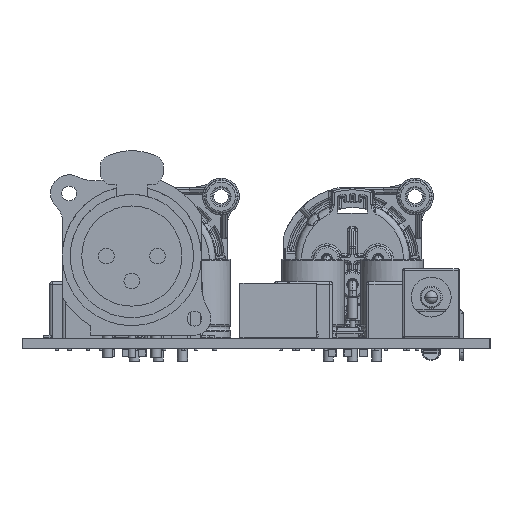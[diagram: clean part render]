
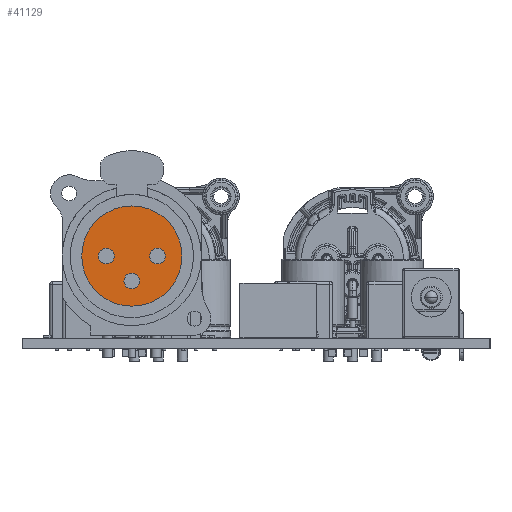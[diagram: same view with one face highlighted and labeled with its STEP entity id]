
A CAD part, left-side view. The second image highlights one B-rep face of the part: STEP entity #41129.
In plain terms, the highlighted face is planar.
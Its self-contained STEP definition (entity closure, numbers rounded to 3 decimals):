
#41129 = ADVANCED_FACE('',(#41130,#41150,#41170,#41190),#41210,.T.);
#41130 = FACE_BOUND('',#41131,.F.);
#41131 = EDGE_LOOP('',(#41132,#41143));
#41132 = ORIENTED_EDGE('',*,*,#41133,.F.);
#41133 = EDGE_CURVE('',#41134,#41136,#41138,.T.);
#41134 = VERTEX_POINT('',#41135);
#41135 = CARTESIAN_POINT('',(7.925,0.,-2.7));
#41136 = VERTEX_POINT('',#41137);
#41137 = CARTESIAN_POINT('',(-7.925,0.,-2.7));
#41138 = CIRCLE('',#41139,7.925);
#41139 = AXIS2_PLACEMENT_3D('',#41140,#41141,#41142);
#41140 = CARTESIAN_POINT('',(0.,0.,-2.7));
#41141 = DIRECTION('',(0.,0.,-1.));
#41142 = DIRECTION('',(1.,0.,0.));
#41143 = ORIENTED_EDGE('',*,*,#41144,.F.);
#41144 = EDGE_CURVE('',#41136,#41134,#41145,.T.);
#41145 = CIRCLE('',#41146,7.925);
#41146 = AXIS2_PLACEMENT_3D('',#41147,#41148,#41149);
#41147 = CARTESIAN_POINT('',(0.,0.,-2.7));
#41148 = DIRECTION('',(0.,0.,-1.));
#41149 = DIRECTION('',(-1.,0.,0.));
#41150 = FACE_BOUND('',#41151,.F.);
#41151 = EDGE_LOOP('',(#41152,#41163));
#41152 = ORIENTED_EDGE('',*,*,#41153,.T.);
#41153 = EDGE_CURVE('',#41154,#41156,#41158,.T.);
#41154 = VERTEX_POINT('',#41155);
#41155 = CARTESIAN_POINT('',(2.8,0.,-2.7));
#41156 = VERTEX_POINT('',#41157);
#41157 = CARTESIAN_POINT('',(5.3,0.,-2.7));
#41158 = CIRCLE('',#41159,1.25);
#41159 = AXIS2_PLACEMENT_3D('',#41160,#41161,#41162);
#41160 = CARTESIAN_POINT('',(4.05,0.,-2.7));
#41161 = DIRECTION('',(0.,0.,-1.));
#41162 = DIRECTION('',(-1.,0.,0.));
#41163 = ORIENTED_EDGE('',*,*,#41164,.T.);
#41164 = EDGE_CURVE('',#41156,#41154,#41165,.T.);
#41165 = CIRCLE('',#41166,1.25);
#41166 = AXIS2_PLACEMENT_3D('',#41167,#41168,#41169);
#41167 = CARTESIAN_POINT('',(4.05,0.,-2.7));
#41168 = DIRECTION('',(0.,0.,-1.));
#41169 = DIRECTION('',(1.,0.,0.));
#41170 = FACE_BOUND('',#41171,.F.);
#41171 = EDGE_LOOP('',(#41172,#41183));
#41172 = ORIENTED_EDGE('',*,*,#41173,.T.);
#41173 = EDGE_CURVE('',#41174,#41176,#41178,.T.);
#41174 = VERTEX_POINT('',#41175);
#41175 = CARTESIAN_POINT('',(-1.25,-3.95,-2.7));
#41176 = VERTEX_POINT('',#41177);
#41177 = CARTESIAN_POINT('',(1.25,-3.95,-2.7));
#41178 = CIRCLE('',#41179,1.25);
#41179 = AXIS2_PLACEMENT_3D('',#41180,#41181,#41182);
#41180 = CARTESIAN_POINT('',(0.,-3.95,-2.7));
#41181 = DIRECTION('',(0.,0.,-1.));
#41182 = DIRECTION('',(-1.,0.,0.));
#41183 = ORIENTED_EDGE('',*,*,#41184,.T.);
#41184 = EDGE_CURVE('',#41176,#41174,#41185,.T.);
#41185 = CIRCLE('',#41186,1.25);
#41186 = AXIS2_PLACEMENT_3D('',#41187,#41188,#41189);
#41187 = CARTESIAN_POINT('',(0.,-3.95,-2.7));
#41188 = DIRECTION('',(0.,0.,-1.));
#41189 = DIRECTION('',(1.,0.,0.));
#41190 = FACE_BOUND('',#41191,.F.);
#41191 = EDGE_LOOP('',(#41192,#41203));
#41192 = ORIENTED_EDGE('',*,*,#41193,.T.);
#41193 = EDGE_CURVE('',#41194,#41196,#41198,.T.);
#41194 = VERTEX_POINT('',#41195);
#41195 = CARTESIAN_POINT('',(-5.3,0.,-2.7));
#41196 = VERTEX_POINT('',#41197);
#41197 = CARTESIAN_POINT('',(-2.8,0.,-2.7));
#41198 = CIRCLE('',#41199,1.25);
#41199 = AXIS2_PLACEMENT_3D('',#41200,#41201,#41202);
#41200 = CARTESIAN_POINT('',(-4.05,0.,-2.7));
#41201 = DIRECTION('',(0.,0.,-1.));
#41202 = DIRECTION('',(-1.,0.,0.));
#41203 = ORIENTED_EDGE('',*,*,#41204,.T.);
#41204 = EDGE_CURVE('',#41196,#41194,#41205,.T.);
#41205 = CIRCLE('',#41206,1.25);
#41206 = AXIS2_PLACEMENT_3D('',#41207,#41208,#41209);
#41207 = CARTESIAN_POINT('',(-4.05,0.,-2.7));
#41208 = DIRECTION('',(0.,0.,-1.));
#41209 = DIRECTION('',(1.,0.,0.));
#41210 = PLANE('',#41211);
#41211 = AXIS2_PLACEMENT_3D('',#41212,#41213,#41214);
#41212 = CARTESIAN_POINT('',(0.,0.,-2.7));
#41213 = DIRECTION('',(0.,0.,-1.));
#41214 = DIRECTION('',(-1.,0.,0.));
